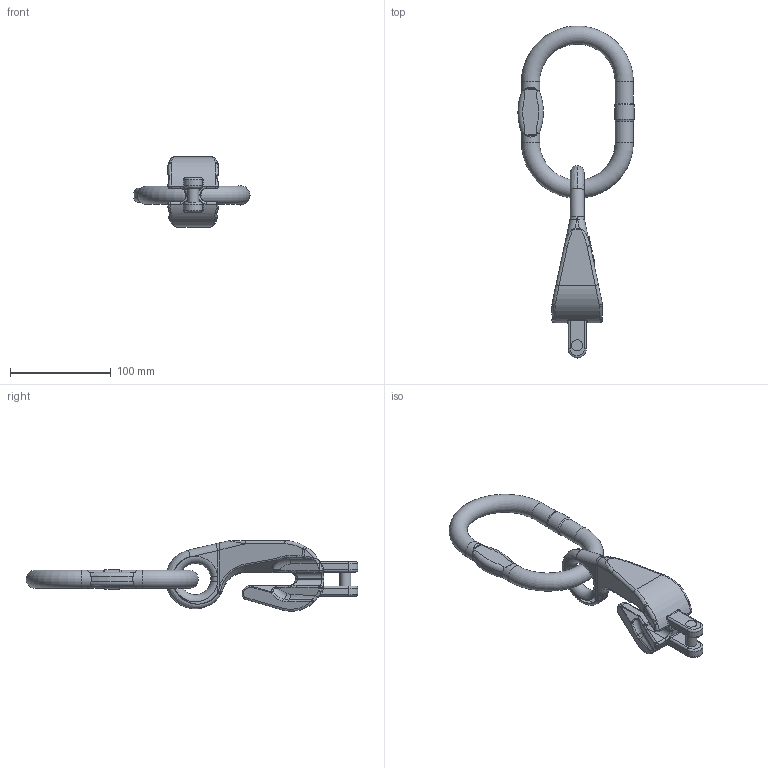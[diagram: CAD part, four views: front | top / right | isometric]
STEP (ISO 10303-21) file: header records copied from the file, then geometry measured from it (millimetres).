
FILE_DESCRIPTION(/* description */ (''),/* implementation_level */ '2;1');
FILE_NAME(/* name */ 'pewag_VXKW_1-10',/* time_stamp */ '2010-03-02T14:07:21+01:00',/* author */ (''),/* organization */ (''),/* preprocessor_version */ 'ST-DEVELOPER v9',/* originating_system */ 'UGS - NX 4.0',/* authorisation */ '');
FILE_SCHEMA (('AUTOMOTIVE_DESIGN { 1 0 10303 214 1 1 1 1 }'));
Length unit declared in the file: millimetre
Products named in the file (1): rit707Bn5bw
Bounding box: 115.23 x 329.47 x 69.93 mm (x, y, z)
Volume: 280348.1 mm3; surface area: 56406.4 mm2
Topology: 3 solids, 3 shells, 457 faces, 1143 edges, 683 vertices
Faces by surface type: plane 131, bspline 116, cylinder 91, extrusion 70, torus 31, sphere 14, cone 4
Full cylindrical faces by diameter (mm): 11 x3, 18 x4, 19.35 x1
Entity records: 16869 total; most frequent: CARTESIAN_POINT 7179, ORIENTED_EDGE 2210, DIRECTION 1664, EDGE_CURVE 1105, VERTEX_POINT 675, AXIS2_PLACEMENT_3D 614, EDGE_LOOP 486, B_SPLINE_CURVE_WITH_KNOTS 461
